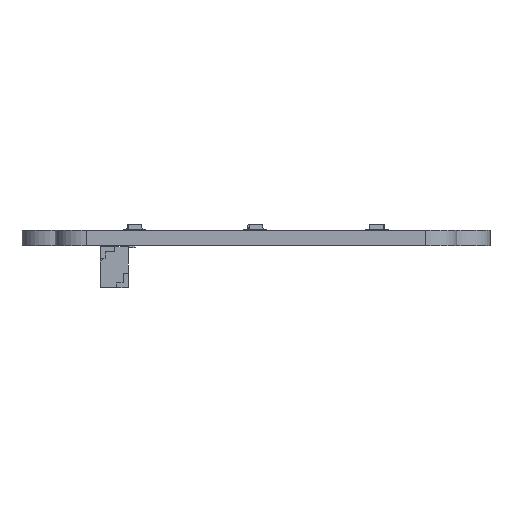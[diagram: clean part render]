
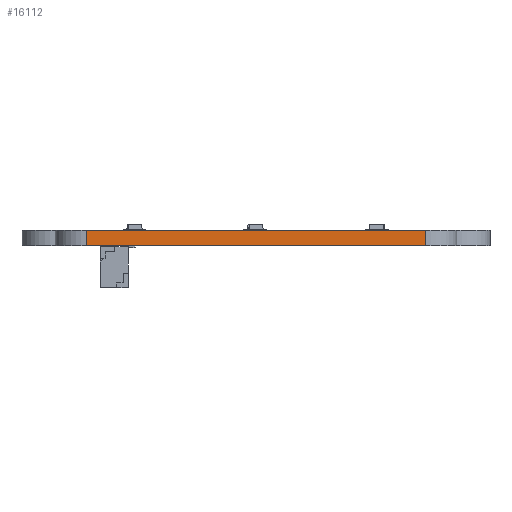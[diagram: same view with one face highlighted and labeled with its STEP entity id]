
A CAD part, left-side view. The second image highlights one B-rep face of the part: STEP entity #16112.
In plain terms, the highlighted planar face has unit normal (-1, 0, 0).
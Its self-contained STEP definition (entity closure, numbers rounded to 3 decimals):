
#14823 = PLANE('',#14824);
#14824 = AXIS2_PLACEMENT_3D('',#14825,#14826,#14827);
#14825 = CARTESIAN_POINT('',(-0.022,0.,
    1.59));
#14826 = DIRECTION('',(0.,0.,1.));
#14827 = DIRECTION('',(1.,0.,-0.));
#14878 = PLANE('',#14879);
#14879 = AXIS2_PLACEMENT_3D('',#14880,#14881,#14882);
#14880 = CARTESIAN_POINT('',(-0.022,0.,0.)
  );
#14881 = DIRECTION('',(0.,0.,1.));
#14882 = DIRECTION('',(1.,0.,-0.));
#14933 = CYLINDRICAL_SURFACE('',#14934,3.2);
#14934 = AXIS2_PLACEMENT_3D('',#14935,#14936,#14937);
#14935 = CARTESIAN_POINT('',(-15.,-17.5,0.));
#14936 = DIRECTION('',(-0.,-0.,-1.));
#14937 = DIRECTION('',(1.,0.,-0.));
#15328 = VERTEX_POINT('',#15329);
#15329 = CARTESIAN_POINT('',(-18.2,17.5,0.));
#15344 = CYLINDRICAL_SURFACE('',#15345,3.2);
#15345 = AXIS2_PLACEMENT_3D('',#15346,#15347,#15348);
#15346 = CARTESIAN_POINT('',(-15.,17.5,0.));
#15347 = DIRECTION('',(-0.,-0.,-1.));
#15348 = DIRECTION('',(1.,0.,-0.));
#15356 = EDGE_CURVE('',#15357,#15328,#15359,.T.);
#15357 = VERTEX_POINT('',#15358);
#15358 = CARTESIAN_POINT('',(-18.2,-17.5,0.));
#15359 = SURFACE_CURVE('',#15360,(#15364,#15371),.PCURVE_S1.);
#15360 = LINE('',#15361,#15362);
#15361 = CARTESIAN_POINT('',(-18.2,-17.5,0.));
#15362 = VECTOR('',#15363,1.);
#15363 = DIRECTION('',(0.,1.,0.));
#15364 = PCURVE('',#14878,#15365);
#15365 = DEFINITIONAL_REPRESENTATION('',(#15366),#15370);
#15366 = LINE('',#15367,#15368);
#15367 = CARTESIAN_POINT('',(-18.178,-17.5));
#15368 = VECTOR('',#15369,1.);
#15369 = DIRECTION('',(0.,1.));
#15370 = ( GEOMETRIC_REPRESENTATION_CONTEXT(2) 
PARAMETRIC_REPRESENTATION_CONTEXT() REPRESENTATION_CONTEXT('2D SPACE',''
  ) );
#15371 = PCURVE('',#15372,#15377);
#15372 = PLANE('',#15373);
#15373 = AXIS2_PLACEMENT_3D('',#15374,#15375,#15376);
#15374 = CARTESIAN_POINT('',(-18.2,-17.5,0.));
#15375 = DIRECTION('',(-1.,0.,0.));
#15376 = DIRECTION('',(0.,1.,0.));
#15377 = DEFINITIONAL_REPRESENTATION('',(#15378),#15382);
#15378 = LINE('',#15379,#15380);
#15379 = CARTESIAN_POINT('',(0.,0.));
#15380 = VECTOR('',#15381,1.);
#15381 = DIRECTION('',(1.,0.));
#15382 = ( GEOMETRIC_REPRESENTATION_CONTEXT(2) 
PARAMETRIC_REPRESENTATION_CONTEXT() REPRESENTATION_CONTEXT('2D SPACE',''
  ) );
#15834 = VERTEX_POINT('',#15835);
#15835 = CARTESIAN_POINT('',(-18.2,17.5,1.59));
#15857 = EDGE_CURVE('',#15858,#15834,#15860,.T.);
#15858 = VERTEX_POINT('',#15859);
#15859 = CARTESIAN_POINT('',(-18.2,-17.5,1.59));
#15860 = SURFACE_CURVE('',#15861,(#15865,#15872),.PCURVE_S1.);
#15861 = LINE('',#15862,#15863);
#15862 = CARTESIAN_POINT('',(-18.2,-17.5,1.59));
#15863 = VECTOR('',#15864,1.);
#15864 = DIRECTION('',(0.,1.,0.));
#15865 = PCURVE('',#14823,#15866);
#15866 = DEFINITIONAL_REPRESENTATION('',(#15867),#15871);
#15867 = LINE('',#15868,#15869);
#15868 = CARTESIAN_POINT('',(-18.178,-17.5));
#15869 = VECTOR('',#15870,1.);
#15870 = DIRECTION('',(0.,1.));
#15871 = ( GEOMETRIC_REPRESENTATION_CONTEXT(2) 
PARAMETRIC_REPRESENTATION_CONTEXT() REPRESENTATION_CONTEXT('2D SPACE',''
  ) );
#15872 = PCURVE('',#15372,#15873);
#15873 = DEFINITIONAL_REPRESENTATION('',(#15874),#15878);
#15874 = LINE('',#15875,#15876);
#15875 = CARTESIAN_POINT('',(0.,-1.59));
#15876 = VECTOR('',#15877,1.);
#15877 = DIRECTION('',(1.,0.));
#15878 = ( GEOMETRIC_REPRESENTATION_CONTEXT(2) 
PARAMETRIC_REPRESENTATION_CONTEXT() REPRESENTATION_CONTEXT('2D SPACE',''
  ) );
#16062 = EDGE_CURVE('',#15357,#15858,#16063,.T.);
#16063 = SURFACE_CURVE('',#16064,(#16068,#16075),.PCURVE_S1.);
#16064 = LINE('',#16065,#16066);
#16065 = CARTESIAN_POINT('',(-18.2,-17.5,0.));
#16066 = VECTOR('',#16067,1.);
#16067 = DIRECTION('',(0.,0.,1.));
#16068 = PCURVE('',#14933,#16069);
#16069 = DEFINITIONAL_REPRESENTATION('',(#16070),#16074);
#16070 = LINE('',#16071,#16072);
#16071 = CARTESIAN_POINT('',(-3.142,0.));
#16072 = VECTOR('',#16073,1.);
#16073 = DIRECTION('',(-0.,-1.));
#16074 = ( GEOMETRIC_REPRESENTATION_CONTEXT(2) 
PARAMETRIC_REPRESENTATION_CONTEXT() REPRESENTATION_CONTEXT('2D SPACE',''
  ) );
#16075 = PCURVE('',#15372,#16076);
#16076 = DEFINITIONAL_REPRESENTATION('',(#16077),#16081);
#16077 = LINE('',#16078,#16079);
#16078 = CARTESIAN_POINT('',(0.,0.));
#16079 = VECTOR('',#16080,1.);
#16080 = DIRECTION('',(0.,-1.));
#16081 = ( GEOMETRIC_REPRESENTATION_CONTEXT(2) 
PARAMETRIC_REPRESENTATION_CONTEXT() REPRESENTATION_CONTEXT('2D SPACE',''
  ) );
#16112 = ADVANCED_FACE('',(#16113),#15372,.T.);
#16113 = FACE_BOUND('',#16114,.T.);
#16114 = EDGE_LOOP('',(#16115,#16116,#16117,#16138));
#16115 = ORIENTED_EDGE('',*,*,#16062,.T.);
#16116 = ORIENTED_EDGE('',*,*,#15857,.T.);
#16117 = ORIENTED_EDGE('',*,*,#16118,.F.);
#16118 = EDGE_CURVE('',#15328,#15834,#16119,.T.);
#16119 = SURFACE_CURVE('',#16120,(#16124,#16131),.PCURVE_S1.);
#16120 = LINE('',#16121,#16122);
#16121 = CARTESIAN_POINT('',(-18.2,17.5,0.));
#16122 = VECTOR('',#16123,1.);
#16123 = DIRECTION('',(0.,0.,1.));
#16124 = PCURVE('',#15372,#16125);
#16125 = DEFINITIONAL_REPRESENTATION('',(#16126),#16130);
#16126 = LINE('',#16127,#16128);
#16127 = CARTESIAN_POINT('',(35.,0.));
#16128 = VECTOR('',#16129,1.);
#16129 = DIRECTION('',(0.,-1.));
#16130 = ( GEOMETRIC_REPRESENTATION_CONTEXT(2) 
PARAMETRIC_REPRESENTATION_CONTEXT() REPRESENTATION_CONTEXT('2D SPACE',''
  ) );
#16131 = PCURVE('',#15344,#16132);
#16132 = DEFINITIONAL_REPRESENTATION('',(#16133),#16137);
#16133 = LINE('',#16134,#16135);
#16134 = CARTESIAN_POINT('',(-3.142,0.));
#16135 = VECTOR('',#16136,1.);
#16136 = DIRECTION('',(-0.,-1.));
#16137 = ( GEOMETRIC_REPRESENTATION_CONTEXT(2) 
PARAMETRIC_REPRESENTATION_CONTEXT() REPRESENTATION_CONTEXT('2D SPACE',''
  ) );
#16138 = ORIENTED_EDGE('',*,*,#15356,.F.);
